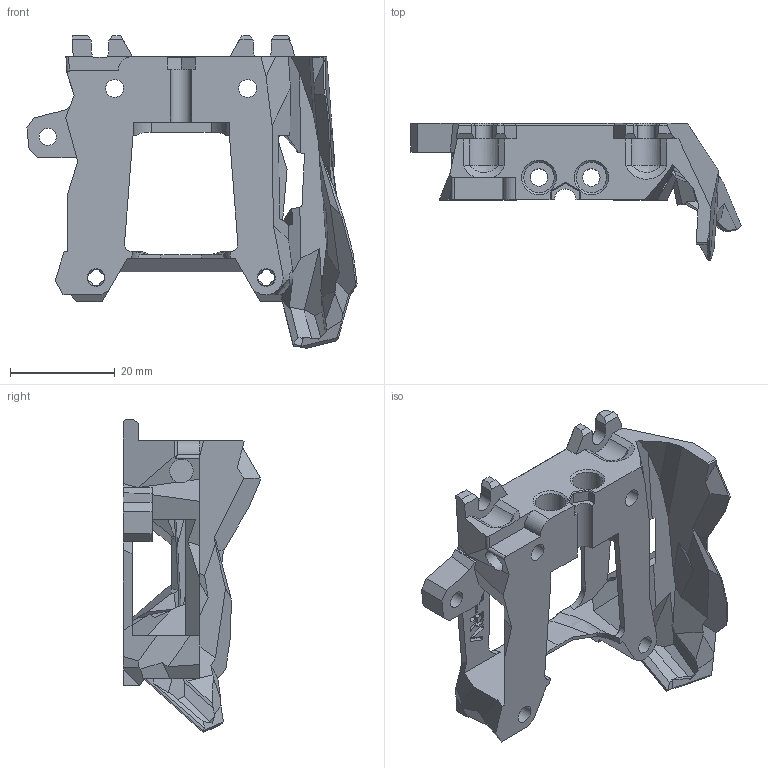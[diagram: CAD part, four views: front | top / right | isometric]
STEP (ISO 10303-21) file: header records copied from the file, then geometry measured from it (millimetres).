
FILE_DESCRIPTION(/* description */ (''),/* implementation_level */ '2;1');
FILE_NAME(/* name */ 'SB_RevoVoron_back.step',/* time_stamp */ '2023-06-01T18:58:31+01:00',/* author */ (''),/* organization */ (''),/* preprocessor_version */ 'ST-DEVELOPER v19.2',/* originating_system */ 'Autodesk Translation Framework v12.4.0.73',/* authorisation */ '');
FILE_SCHEMA (('AUTOMOTIVE_DESIGN { 1 0 10303 214 3 1 1 }'));
Length unit declared in the file: millimetre
Products named in the file (2): Revo; Stealthburner_Printhead_RevoVoron v1
Assembly tree (1 placements, depth 2):
  Revo
    Stealthburner_Printhead_RevoVoron v1
Bounding box: 63.04 x 26.26 x 59.7 mm (x, y, z)
Volume: 14326.9 mm3; surface area: 10430.7 mm2
Topology: 1 solids, 1 shells, 540 faces, 1571 edges, 1013 vertices
Faces by surface type: plane 424, cylinder 70, bspline 29, cone 17
Full cylindrical faces by diameter (mm): 3.3 x1, 3.305 x2, 3.4 x6, 4.5 x1, 5.8 x2, 6 x2
Entity records: 18690 total; most frequent: CARTESIAN_POINT 4497, ORIENTED_EDGE 3142, DIRECTION 2659, EDGE_CURVE 1571, LINE 1277, VECTOR 1277, VERTEX_POINT 1013, AXIS2_PLACEMENT_3D 691
